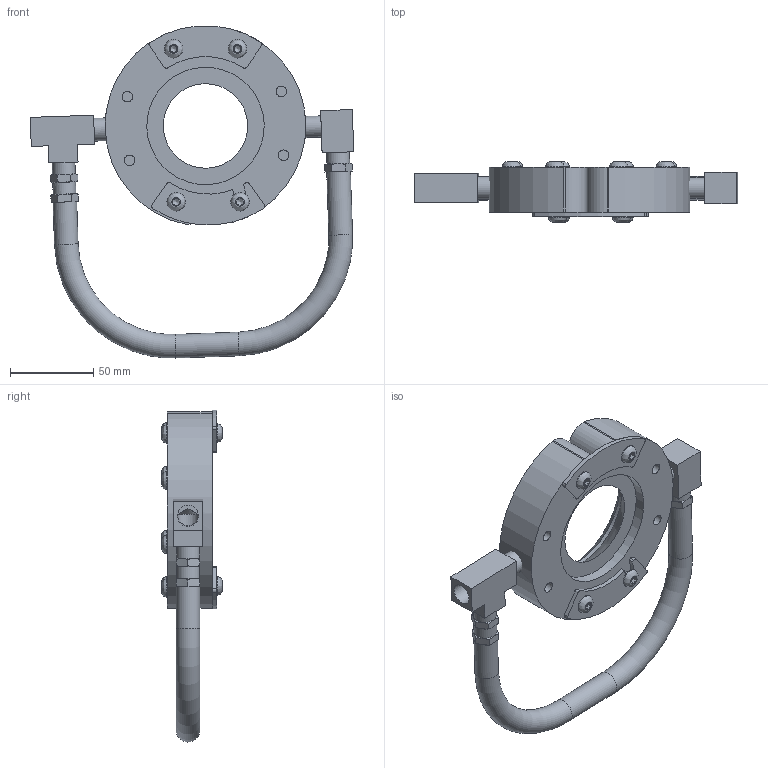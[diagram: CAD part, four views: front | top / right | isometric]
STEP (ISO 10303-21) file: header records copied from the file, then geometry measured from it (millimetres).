
FILE_DESCRIPTION((''),'2;1');
FILE_NAME('2432-3D.stp','2011-03-18T09:09:27',('Dan Preston'),(''),'Autodesk Inventor 2011','Autodesk Inventor 2011','');
FILE_SCHEMA(('AUTOMOTIVE_DESIGN { 1 0 10303 214 1 1 1 1 }'));
Length unit declared in the file: inch
Products named in the file (21): Assembly1; Part2; Part4; Part6; Part8; Part10; Part12; Part14; Part16; Part18; Part20; Part22; Part24; Part26; Part28; Part30; Part32; Part34; Part36; Part38; Part40
Assembly tree (20 placements, depth 2):
  Assembly1
    Part2
    Part4
    Part6
    Part8
    Part10
    Part12
    Part14
    Part16
    Part18
    Part20
    Part22
    Part24
    Part26
    Part28
    Part30
    Part32
    Part34
    Part36
    Part38
    Part40
Bounding box: 194.49 x 36.37 x 199.62 mm (x, y, z)
Volume: 292043.7 mm3; surface area: 72987.7 mm2
Topology: 20 solids, 20 shells, 302 faces, 667 edges, 431 vertices
Faces by surface type: plane 184, cylinder 70, cone 28, bspline 12, torus 8
Full cylindrical faces by diameter (mm): 5.08 x2, 6.35 x17, 7.112 x3, 11.1 x12, 12.7 x4, 13.708 x4, 13.716 x1, 14.224 x3, 70.592 x1, 72.212 x1
Entity records: 9250 total; most frequent: CARTESIAN_POINT 2655, DIRECTION 1268, ORIENTED_EDGE 1090, EDGE_CURVE 545, AXIS2_PLACEMENT_3D 502, EDGE_LOOP 436, VERTEX_POINT 405, FACE_OUTER_BOUND 302
